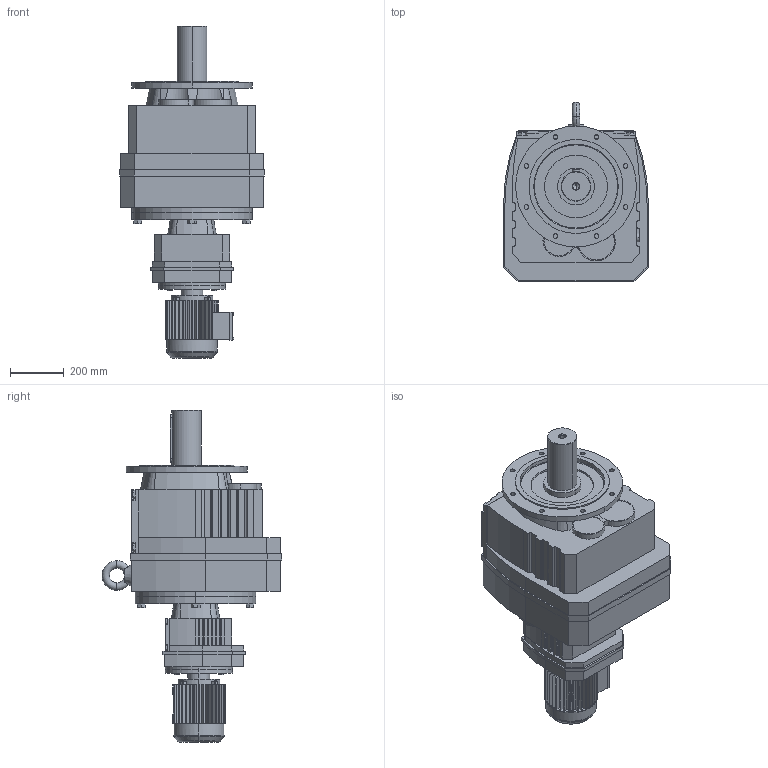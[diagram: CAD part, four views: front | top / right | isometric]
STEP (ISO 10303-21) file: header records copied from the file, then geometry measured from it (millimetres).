
FILE_DESCRIPTION(('Open CASCADE Model'),'2;1');
FILE_NAME('Open CASCADE Shape Model','2019-08-22T18:41:33',('Author'),( 'Open CASCADE'),'Open CASCADE STEP processor 6.3','Open CASCADE 6.3' ,'Unknown');
FILE_SCHEMA(('AUTOMOTIVE_DESIGN_CC2 { 1 2 10303 214 -1 1 5 4 }'));
Length unit declared in the file: millimetre
Products named in the file (4): 1_RF147R87-Y90S-450; RF37‵167_147_450.step; 萇儂_250_Y90S.step; R_147_87.step
Assembly tree (3 placements, depth 2):
  1_RF147R87-Y90S-450
    RF37‵167_147_450.step
    萇儂_250_Y90S.step
    R_147_87.step
Bounding box: 540 x 670 x 1237 mm (x, y, z)
Volume: 137658214.5 mm3; surface area: 3021968.2 mm2
Topology: 3 solids, 3 shells, 991 faces, 2640 edges, 1717 vertices
Faces by surface type: plane 704, cylinder 247, cone 28, torus 12
Entity records: 69366 total; most frequent: CARTESIAN_POINT 18668, DIRECTION 8881, ORIENTED_EDGE 5276, PCURVE 5276, DEFINITIONAL_REPRESENTATION 5276, LINE 5101, VECTOR 5101, EDGE_CURVE 2638
